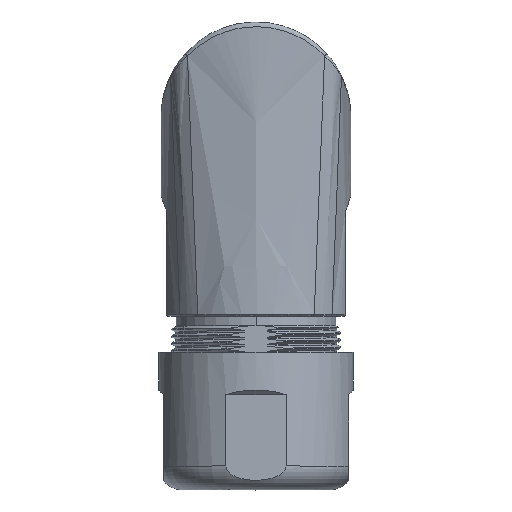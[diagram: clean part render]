
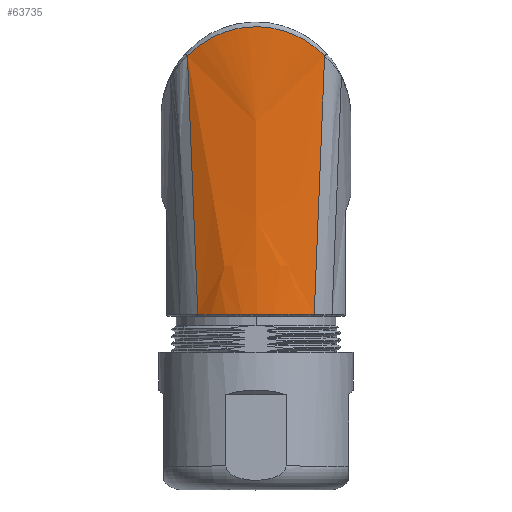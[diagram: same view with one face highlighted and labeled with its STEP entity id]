
A CAD part, top view. The second image highlights one B-rep face of the part: STEP entity #63735.
In plain terms, the highlighted free-form (B-spline) face has degree [3, 3] with [7, 4] control points.
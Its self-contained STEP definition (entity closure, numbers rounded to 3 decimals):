
#1674=CARTESIAN_POINT('',(-7.228,6.419,9.231));
#1676=DIRECTION('',(0.04,-0.998,-0.048));
#1677=VECTOR('',#1676,27.286);
#1678=CARTESIAN_POINT('',(-7.228,6.419,9.231));
#1679=LINE('',#1678,#1677);
#1680=CARTESIAN_POINT('',(-7.228,6.419,9.231));
#1681=CARTESIAN_POINT('',(-6.317,7.369,9.593));
#1682=CARTESIAN_POINT('',(-4.089,8.923,10.218));
#1683=CARTESIAN_POINT('',(0.,9.777,
10.564));
#1684=CARTESIAN_POINT('',(4.089,8.924,10.218));
#1685=CARTESIAN_POINT('',(6.317,7.37,9.593));
#1686=CARTESIAN_POINT('',(7.228,6.42,9.231));
#1688=DIRECTION('',(-0.04,-0.998,-0.048));
#1689=VECTOR('',#1688,27.287);
#1690=CARTESIAN_POINT('',(7.228,6.42,9.231));
#1691=LINE('',#1690,#1689);
#1835=CARTESIAN_POINT('',(-6.137,-20.813,
7.91));
#1836=CARTESIAN_POINT('',(-5.705,-20.811,
8.244));
#1837=CARTESIAN_POINT('',(-4.784,-20.808,
8.842));
#1838=CARTESIAN_POINT('',(-3.267,-20.805,
9.505));
#1839=CARTESIAN_POINT('',(-1.657,-20.803,
9.911));
#1840=CARTESIAN_POINT('',(0.001,-20.803,
10.048));
#1841=CARTESIAN_POINT('',(1.658,-20.803,9.911));
#1842=CARTESIAN_POINT('',(3.268,-20.805,9.504));
#1843=CARTESIAN_POINT('',(4.785,-20.808,8.841));
#1844=CARTESIAN_POINT('',(5.705,-20.811,8.243));
#1845=CARTESIAN_POINT('',(6.137,-20.813,7.91));
#51868=VERTEX_POINT('',#1674);
#51869=CARTESIAN_POINT('',(-6.137,-20.813,
7.91));
#51870=VERTEX_POINT('',#51869);
#51871=VERTEX_POINT('',#1686);
#51872=CARTESIAN_POINT('',(6.137,-20.813,
7.91));
#51873=VERTEX_POINT('',#51872);
#63697=CARTESIAN_POINT('',(6.318,-21.419,
7.715));
#63698=CARTESIAN_POINT('',(6.766,-10.913,
8.251));
#63699=CARTESIAN_POINT('',(7.214,-0.407,
8.788));
#63700=CARTESIAN_POINT('',(7.661,10.099,9.324));
#63701=CARTESIAN_POINT('',(6.251,-21.419,
7.771));
#63702=CARTESIAN_POINT('',(6.689,-10.913,
8.298));
#63703=CARTESIAN_POINT('',(7.128,-0.407,
8.826));
#63704=CARTESIAN_POINT('',(7.566,10.099,9.353));
#63705=CARTESIAN_POINT('',(4.473,-21.419,
9.206));
#63706=CARTESIAN_POINT('',(4.676,-10.913,
9.5));
#63707=CARTESIAN_POINT('',(4.879,-0.407,
9.795));
#63708=CARTESIAN_POINT('',(5.082,10.099,10.089));
#63709=CARTESIAN_POINT('',(0.,-21.419,
10.751));
#63710=CARTESIAN_POINT('',(0.,-10.913,
10.771));
#63711=CARTESIAN_POINT('',(0.,-0.407,
10.791));
#63712=CARTESIAN_POINT('',(0.,10.099,
10.811));
#63713=CARTESIAN_POINT('',(-4.473,-21.419,
9.206));
#63714=CARTESIAN_POINT('',(-4.676,-10.913,
9.5));
#63715=CARTESIAN_POINT('',(-4.879,-0.407,
9.795));
#63716=CARTESIAN_POINT('',(-5.082,10.099,
10.089));
#63717=CARTESIAN_POINT('',(-6.251,-21.419,
7.771));
#63718=CARTESIAN_POINT('',(-6.689,-10.913,
8.298));
#63719=CARTESIAN_POINT('',(-7.128,-0.407,
8.826));
#63720=CARTESIAN_POINT('',(-7.566,10.099,
9.353));
#63721=CARTESIAN_POINT('',(-6.318,-21.419,
7.715));
#63722=CARTESIAN_POINT('',(-6.766,-10.913,
8.251));
#63723=CARTESIAN_POINT('',(-7.214,-0.407,
8.788));
#63724=CARTESIAN_POINT('',(-7.661,10.099,
9.324));
#63725=B_SPLINE_SURFACE_WITH_KNOTS('',3,3,((#63697,#63698,#63699,#63700),
(#63701,#63702,#63703,#63704),(#63705,#63706,#63707,#63708),(#63709,#63710,
#63711,#63712),(#63713,#63714,#63715,#63716),(#63717,#63718,#63719,#63720),(
#63721,#63722,#63723,#63724)),.UNSPECIFIED.,.F.,.F.,.F.,(4,1,1,1,4),(4,4),(
-0.02,0.,0.5,1.,1.02),(0.,
1.),.UNSPECIFIED.);
#63727=ORIENTED_EDGE('',*,*,#63726,.T.);
#63729=ORIENTED_EDGE('',*,*,#63728,.T.);
#63731=ORIENTED_EDGE('',*,*,#63730,.F.);
#63732=ORIENTED_EDGE('',*,*,#63689,.F.);
#63733=EDGE_LOOP('',(#63727,#63729,#63731,#63732));
#63734=FACE_OUTER_BOUND('',#63733,.F.);
#1687=B_SPLINE_CURVE_WITH_KNOTS('',3,(#1680,#1681,#1682,#1683,#1684,#1685,
#1686),.UNSPECIFIED.,.F.,.F.,(4,1,1,1,4),(0.,0.25,0.5,0.75,1.),
.UNSPECIFIED.);
#1846=B_SPLINE_CURVE_WITH_KNOTS('',3,(#1835,#1836,#1837,#1838,#1839,#1840,#1841,
#1842,#1843,#1844,#1845),.UNSPECIFIED.,.F.,.F.,(4,1,1,1,1,1,1,1,4),(0.,
0.125,0.25,0.375,0.5,0.625,0.75,0.875,1.),.UNSPECIFIED.);
#63689=EDGE_CURVE('',#51868,#51870,#1679,.T.);
#63726=EDGE_CURVE('',#51868,#51871,#1687,.T.);
#63728=EDGE_CURVE('',#51871,#51873,#1691,.T.);
#63730=EDGE_CURVE('',#51870,#51873,#1846,.T.);
#63735=ADVANCED_FACE('',(#63734),#63725,.F.);
